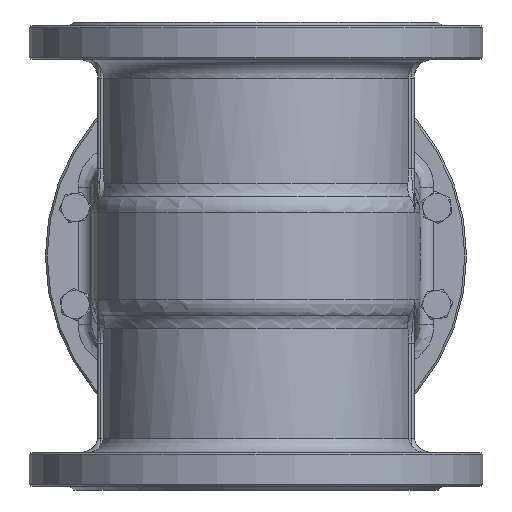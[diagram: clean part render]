
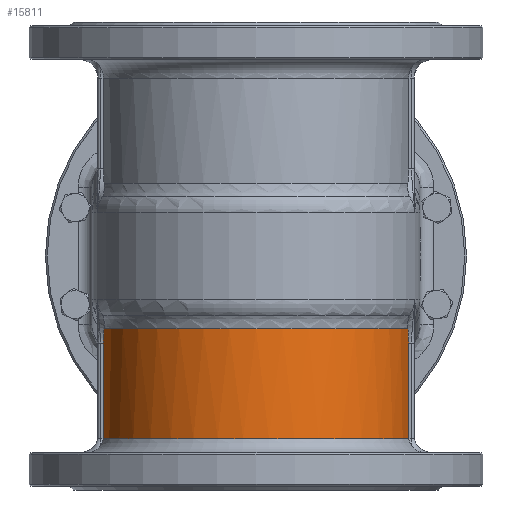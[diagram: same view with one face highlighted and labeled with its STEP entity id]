
A CAD part, front view. The second image highlights one B-rep face of the part: STEP entity #15811.
In plain terms, the highlighted cylindrical face has radius 165 mm (diameter 330 mm), a partial arc.
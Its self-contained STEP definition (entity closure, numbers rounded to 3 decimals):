
#1680=LINE('',#34254,#2550);
#1681=LINE('',#34509,#2551);
#2550=VECTOR('',#21547,10.);
#2551=VECTOR('',#21562,10.);
#2929=CYLINDRICAL_SURFACE('',#17591,165.);
#3766=FACE_OUTER_BOUND('',#4835,.T.);
#4835=EDGE_LOOP('',(#13488,#13489,#13490,#13491,#13492,#13493));
#5305=B_SPLINE_CURVE_WITH_KNOTS('',3,(#34374,#34375,#34376,#34377,#34378,
#34379),.UNSPECIFIED.,.F.,.F.,(4,2,4),(0.,0.874,1.744),
 .UNSPECIFIED.);
#5307=B_SPLINE_CURVE_WITH_KNOTS('',3,(#34494,#34495,#34496,#34497,#34498,
#34499),.UNSPECIFIED.,.F.,.F.,(4,2,4),(0.,0.858,
1.734),.UNSPECIFIED.);
#5340=CIRCLE('',#16212,165.);
#6057=CIRCLE('',#17587,165.);
#6229=VERTEX_POINT('',#23451);
#6234=VERTEX_POINT('',#23483);
#7358=VERTEX_POINT('',#34252);
#7361=VERTEX_POINT('',#34312);
#7362=VERTEX_POINT('',#34381);
#7364=VERTEX_POINT('',#34492);
#7623=EDGE_CURVE('',#6234,#6229,#5340,.T.);
#9430=EDGE_CURVE('',#6234,#7358,#1680,.T.);
#9434=EDGE_CURVE('',#7358,#7361,#5305,.T.);
#9435=EDGE_CURVE('',#7362,#7361,#6057,.T.);
#9439=EDGE_CURVE('',#7362,#7364,#5307,.T.);
#9442=EDGE_CURVE('',#6229,#7364,#1681,.T.);
#13488=ORIENTED_EDGE('',*,*,#9434,.T.);
#13489=ORIENTED_EDGE('',*,*,#9435,.F.);
#13490=ORIENTED_EDGE('',*,*,#9439,.T.);
#13491=ORIENTED_EDGE('',*,*,#9442,.F.);
#13492=ORIENTED_EDGE('',*,*,#7623,.F.);
#13493=ORIENTED_EDGE('',*,*,#9430,.T.);
#15811=ADVANCED_FACE('',(#3766),#2929,.T.);
#16212=AXIS2_PLACEMENT_3D('',#23490,#18040,#18041);
#17587=AXIS2_PLACEMENT_3D('',#34382,#21552,#21553);
#17591=AXIS2_PLACEMENT_3D('',#34508,#21560,#21561);
#18040=DIRECTION('center_axis',(0.,0.,-1.));
#18041=DIRECTION('ref_axis',(0.,-1.,0.));
#21547=DIRECTION('',(0.,0.,1.));
#21552=DIRECTION('center_axis',(0.,0.,1.));
#21553=DIRECTION('ref_axis',(0.,-1.,0.));
#21560=DIRECTION('center_axis',(0.,0.,1.));
#21561=DIRECTION('ref_axis',(1.,0.,0.));
#21562=DIRECTION('',(0.,0.,1.));
#23451=CARTESIAN_POINT('',(-163.095,-25.,55.));
#23483=CARTESIAN_POINT('',(163.095,-25.,55.));
#23490=CARTESIAN_POINT('Origin',(0.,0.,55.));
#34252=CARTESIAN_POINT('',(163.095,-25.,155.538));
#34254=CARTESIAN_POINT('',(163.095,-25.,30.));
#34312=CARTESIAN_POINT('',(162.286,-29.805,172.016));
#34374=CARTESIAN_POINT('Ctrl Pts',(163.095,-25.,155.538));
#34375=CARTESIAN_POINT('Ctrl Pts',(163.095,-25.,158.45));
#34376=CARTESIAN_POINT('Ctrl Pts',(163.032,-25.424,161.378));
#34377=CARTESIAN_POINT('Ctrl Pts',(162.771,-27.04,166.948));
#34378=CARTESIAN_POINT('Ctrl Pts',(162.574,-28.237,169.612));
#34379=CARTESIAN_POINT('Ctrl Pts',(162.286,-29.805,172.016));
#34381=CARTESIAN_POINT('',(-162.286,-29.804,172.016));
#34382=CARTESIAN_POINT('Origin',(0.,0.,172.016));
#34492=CARTESIAN_POINT('',(-163.095,-25.,155.538));
#34494=CARTESIAN_POINT('Ctrl Pts',(-162.286,-29.804,
172.016));
#34495=CARTESIAN_POINT('Ctrl Pts',(-162.571,-28.25,
169.633));
#34496=CARTESIAN_POINT('Ctrl Pts',(-162.768,-27.061,
166.994));
#34497=CARTESIAN_POINT('Ctrl Pts',(-163.031,-25.431,
161.429));
#34498=CARTESIAN_POINT('Ctrl Pts',(-163.095,-25.,
158.475));
#34499=CARTESIAN_POINT('Ctrl Pts',(-163.095,-25.,
155.538));
#34508=CARTESIAN_POINT('Origin',(0.,0.,30.));
#34509=CARTESIAN_POINT('',(-163.095,-25.,30.));
